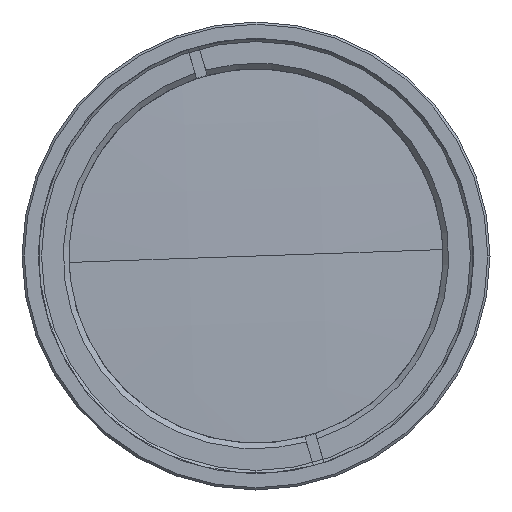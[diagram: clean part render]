
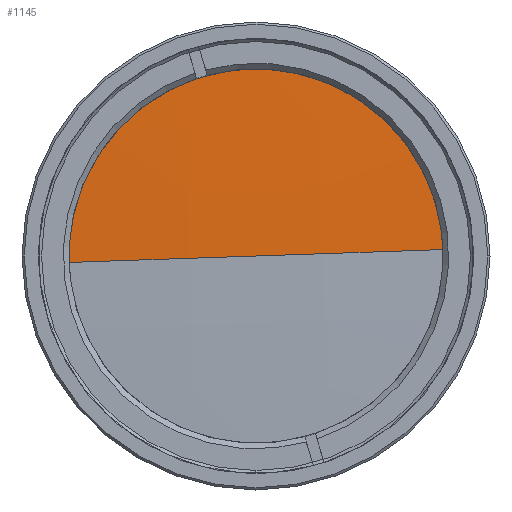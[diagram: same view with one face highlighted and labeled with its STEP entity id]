
A CAD part, left-side view. The second image highlights one B-rep face of the part: STEP entity #1145.
In plain terms, the highlighted free-form (B-spline) face has degree [3, 3] with [4, 4] control points.
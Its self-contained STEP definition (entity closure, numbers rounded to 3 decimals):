
#39 = CARTESIAN_POINT ( 'NONE',  ( -118.414, 18.413, 5.403 ) ) ;
#178 = EDGE_CURVE ( 'NONE', #6170, #6040, #3479, .T. ) ;
#607 = CARTESIAN_POINT ( 'NONE',  ( -118.857, -5.863, 6.244 ) ) ;
#737 = ORIENTED_EDGE ( 'NONE', *, *, #6074, .F. ) ;
#810 = DIRECTION ( 'NONE',  ( 0., 0.999, -0.034 ) ) ;
#940 = CARTESIAN_POINT ( 'NONE',  ( -118.422, 0., 0. ) ) ;
#1145 = ADVANCED_FACE ( 'NONE', ( #3145 ), #6530, .T. ) ;
#1263 = CARTESIAN_POINT ( 'NONE',  ( -118.414, -17.998, 6.657 ) ) ;
#1313 = CARTESIAN_POINT ( 'NONE',  ( -118.422, 0., 0. ) ) ;
#1336 = CARTESIAN_POINT ( 'NONE',  ( -118.529, -5.448, 18.31 ) ) ;
#1422 = CARTESIAN_POINT ( 'NONE',  ( -118.087, 18.828, 17.459 ) ) ;
#1899 = CARTESIAN_POINT ( 'NONE',  ( -118.857, -6.071, 0.209 ) ) ;
#2038 = EDGE_LOOP ( 'NONE', ( #7728, #3350, #737 ) ) ;
#2111 = AXIS2_PLACEMENT_3D ( 'NONE', #940, #7336, #2882 ) ;
#2150 = CARTESIAN_POINT ( 'NONE',  ( 381.165, 0., 0. ) ) ;
#2369 = CARTESIAN_POINT ( 'NONE',  ( -118.422, -17.989, 0.619 ) ) ;
#2478 = CARTESIAN_POINT ( 'NONE',  ( -118.414, 18.205, -0.627 ) ) ;
#2562 = CARTESIAN_POINT ( 'NONE',  ( -118.529, 6.694, 17.892 ) ) ;
#2882 = DIRECTION ( 'NONE',  ( 0., -0.034, -0.999 ) ) ;
#3145 = FACE_OUTER_BOUND ( 'NONE', #2038, .T. ) ;
#3273 = CARTESIAN_POINT ( 'NONE',  ( -118.305, 18.62, 11.432 ) ) ;
#3350 = ORIENTED_EDGE ( 'NONE', *, *, #5676, .T. ) ;
#3479 = CIRCLE ( 'NONE', #4959, 18. ) ;
#3598 = VERTEX_POINT ( 'NONE', #2369 ) ;
#3798 = DIRECTION ( 'NONE',  ( 1., 0., 0. ) ) ;
#3863 = CIRCLE ( 'NONE', #2111, 18. ) ;
#3906 = CARTESIAN_POINT ( 'NONE',  ( -118.748, 6.487, 11.861 ) ) ;
#4044 = CARTESIAN_POINT ( 'NONE',  ( -118.857, 6.279, 5.826 ) ) ;
#4495 = CARTESIAN_POINT ( 'NONE',  ( -118.305, -17.79, 12.686 ) ) ;
#4580 = CARTESIAN_POINT ( 'NONE',  ( -118.414, -18.205, 0.627 ) ) ;
#4627 = CARTESIAN_POINT ( 'NONE',  ( -118.857, 6.071, -0.209 ) ) ;
#4695 = CIRCLE ( 'NONE', #5772, 499.911 ) ;
#4959 = AXIS2_PLACEMENT_3D ( 'NONE', #1313, #3798, #5183 ) ;
#5183 = DIRECTION ( 'NONE',  ( 0., -0.034, -0.999 ) ) ;
#5218 = CARTESIAN_POINT ( 'NONE',  ( -118.087, -17.583, 18.712 ) ) ;
#5676 = EDGE_CURVE ( 'NONE', #6170, #3598, #4695, .T. ) ;
#5680 = CARTESIAN_POINT ( 'NONE',  ( -118.422, 17.989, -0.619 ) ) ;
#5772 = AXIS2_PLACEMENT_3D ( 'NONE', #2150, #5970, #810 ) ;
#5970 = DIRECTION ( 'NONE',  ( 0., 0.034, 0.999 ) ) ;
#6040 = VERTEX_POINT ( 'NONE', #6447 ) ;
#6074 = EDGE_CURVE ( 'NONE', #6040, #3598, #3863, .T. ) ;
#6170 = VERTEX_POINT ( 'NONE', #5680 ) ;
#6447 = CARTESIAN_POINT ( 'NONE',  ( -118.422, 0.619, 17.989 ) ) ;
#6530 =( BOUNDED_SURFACE ( )  B_SPLINE_SURFACE ( 3, 3, ( 
 ( #2478, #39, #3273, #1422 ),
 ( #4627, #4044, #3906, #2562 ),
 ( #1899, #607, #6558, #1336 ),
 ( #4580, #1263, #4495, #5218 ) ),
 .UNSPECIFIED., .F., .F., .F. ) 
 B_SPLINE_SURFACE_WITH_KNOTS ( ( 4, 4 ),
 ( 4, 4 ),
 ( 0., 1. ),
 ( 0., 1. ),
 .UNSPECIFIED. ) 
 GEOMETRIC_REPRESENTATION_ITEM ( )  RATIONAL_B_SPLINE_SURFACE ( (
 ( 1., 1., 1., 1.),
 ( 1., 0.999, 0.999, 1.),
 ( 1., 0.999, 0.999, 1.),
 ( 1., 1., 1., 1.) ) ) 
 REPRESENTATION_ITEM ( '' )  SURFACE ( )  );
#6558 = CARTESIAN_POINT ( 'NONE',  ( -118.748, -5.656, 12.279 ) ) ;
#7336 = DIRECTION ( 'NONE',  ( 1., 0., 0. ) ) ;
#7728 = ORIENTED_EDGE ( 'NONE', *, *, #178, .F. ) ;
